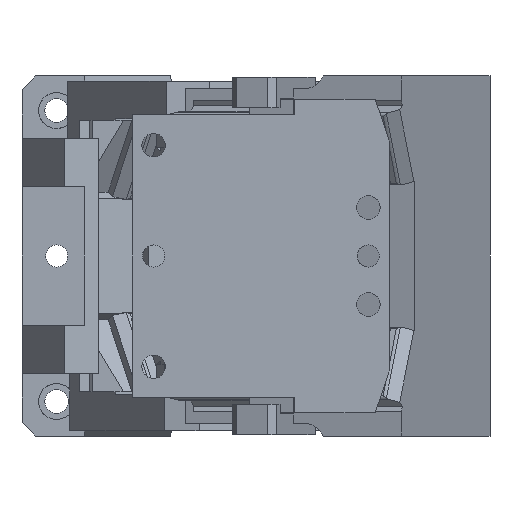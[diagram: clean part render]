
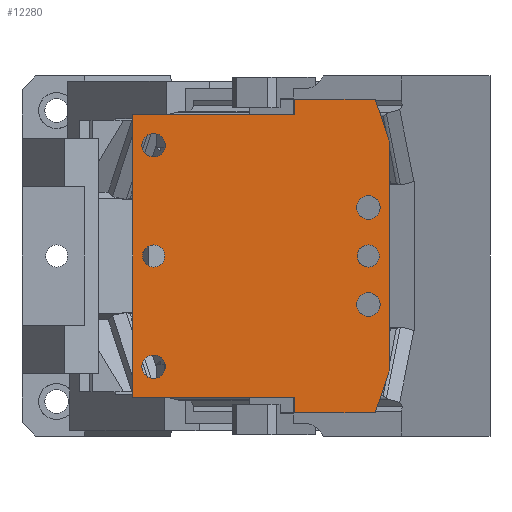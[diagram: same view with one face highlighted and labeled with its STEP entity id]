
A CAD part, front view. The second image highlights one B-rep face of the part: STEP entity #12280.
In plain terms, the highlighted planar face has unit normal (0, -1, 0).
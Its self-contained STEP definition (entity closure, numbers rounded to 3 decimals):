
#10962=CARTESIAN_POINT('Vertex',(-225.,-110.,71.5)) ;
#10965=CARTESIAN_POINT('Axis2P3D Location',(-225.,-110.,80.)) ;
#10969=CARTESIAN_POINT('Vertex',(-225.,-110.,88.5)) ;
#10989=CARTESIAN_POINT('Axis2P3D Location',(-225.,-110.,80.)) ;
#11012=CARTESIAN_POINT('Vertex',(-240.,-110.,102.)) ;
#11026=CARTESIAN_POINT('Vertex',(-240.,-110.,-102.)) ;
#11029=CARTESIAN_POINT('Line Origine',(-240.,-110.,0.)) ;
#11143=CARTESIAN_POINT('Vertex',(-65.,-110.,113.)) ;
#11148=CARTESIAN_POINT('Line Origine',(-60.,-110.,98.)) ;
#11152=CARTESIAN_POINT('Vertex',(-55.,-110.,83.)) ;
#11180=CARTESIAN_POINT('Control Point',(-225.,-110.,-8.)) ;
#11181=CARTESIAN_POINT('Control Point',(-226.257,-110.,-8.)) ;
#11182=CARTESIAN_POINT('Control Point',(-227.513,-110.,-7.753)) ;
#11183=CARTESIAN_POINT('Control Point',(-228.705,-110.,-7.26)) ;
#11184=CARTESIAN_POINT('Control Point',(-230.831,-110.,-5.831)) ;
#11185=CARTESIAN_POINT('Control Point',(-232.26,-110.,-3.705)) ;
#11186=CARTESIAN_POINT('Control Point',(-232.753,-110.,-2.513)) ;
#11187=CARTESIAN_POINT('Control Point',(-233.247,-110.,0.)) ;
#11188=CARTESIAN_POINT('Control Point',(-232.753,-110.,2.513)) ;
#11189=CARTESIAN_POINT('Control Point',(-232.26,-110.,3.705)) ;
#11190=CARTESIAN_POINT('Control Point',(-230.831,-110.,5.831)) ;
#11191=CARTESIAN_POINT('Control Point',(-228.705,-110.,7.26)) ;
#11192=CARTESIAN_POINT('Control Point',(-227.513,-110.,7.753)) ;
#11193=CARTESIAN_POINT('Control Point',(-226.257,-110.,8.)) ;
#11194=CARTESIAN_POINT('Control Point',(-225.,-110.,8.)) ;
#11195=CARTESIAN_POINT('Vertex',(-225.,-110.,-8.)) ;
#11197=CARTESIAN_POINT('Vertex',(-225.,-110.,8.)) ;
#11502=CARTESIAN_POINT('Vertex',(-225.,-110.,-88.5)) ;
#11505=CARTESIAN_POINT('Axis2P3D Location',(-225.,-110.,-80.)) ;
#11509=CARTESIAN_POINT('Vertex',(-225.,-110.,-71.5)) ;
#11529=CARTESIAN_POINT('Axis2P3D Location',(-225.,-110.,0.)) ;
#11797=CARTESIAN_POINT('Vertex',(-70.,-110.,-43.5)) ;
#11800=CARTESIAN_POINT('Axis2P3D Location',(-70.,-110.,-35.)) ;
#11804=CARTESIAN_POINT('Vertex',(-70.,-110.,-26.5)) ;
#11824=CARTESIAN_POINT('Axis2P3D Location',(-70.,-110.,-35.)) ;
#12129=CARTESIAN_POINT('Vertex',(-70.,-110.,26.5)) ;
#12132=CARTESIAN_POINT('Axis2P3D Location',(-70.,-110.,35.)) ;
#12136=CARTESIAN_POINT('Vertex',(-70.,-110.,43.5)) ;
#12156=CARTESIAN_POINT('Axis2P3D Location',(-70.,-110.,35.)) ;
#12168=CARTESIAN_POINT('Axis2P3D Location',(-240.,-110.,113.)) ;
#12173=CARTESIAN_POINT('Line Origine',(-55.,-110.,0.)) ;
#12177=CARTESIAN_POINT('Vertex',(-55.,-110.,-83.)) ;
#12180=CARTESIAN_POINT('Line Origine',(-94.147,-110.,113.)) ;
#12184=CARTESIAN_POINT('Vertex',(-123.293,-110.,113.)) ;
#12187=CARTESIAN_POINT('Line Origine',(-123.293,-110.,107.5)) ;
#12191=CARTESIAN_POINT('Vertex',(-123.293,-110.,102.)) ;
#12194=CARTESIAN_POINT('Line Origine',(-181.647,-110.,102.)) ;
#12199=CARTESIAN_POINT('Line Origine',(-181.647,-110.,-102.)) ;
#12203=CARTESIAN_POINT('Vertex',(-123.293,-110.,-102.)) ;
#12206=CARTESIAN_POINT('Line Origine',(-123.293,-110.,-107.5)) ;
#12210=CARTESIAN_POINT('Vertex',(-123.293,-110.,-113.)) ;
#12213=CARTESIAN_POINT('Line Origine',(-94.147,-110.,-113.)) ;
#12217=CARTESIAN_POINT('Vertex',(-65.,-110.,-113.)) ;
#12220=CARTESIAN_POINT('Line Origine',(-60.,-110.,-98.)) ;
#12241=CARTESIAN_POINT('Axis2P3D Location',(-70.,-110.,0.)) ;
#12245=CARTESIAN_POINT('Vertex',(-70.,-110.,-8.)) ;
#12247=CARTESIAN_POINT('Vertex',(-70.,-110.,8.)) ;
#12250=CARTESIAN_POINT('Axis2P3D Location',(-70.,-110.,0.)) ;
#12259=CARTESIAN_POINT('Axis2P3D Location',(-225.,-110.,-80.)) ;
#10966=DIRECTION('Axis2P3D Direction',(-0.,1.,0.)) ;
#10990=DIRECTION('Axis2P3D Direction',(-0.,1.,0.)) ;
#11030=DIRECTION('Vector Direction',(0.,0.,-1.)) ;
#11149=DIRECTION('Vector Direction',(-0.316,0.,0.949)) ;
#11506=DIRECTION('Axis2P3D Direction',(-0.,1.,0.)) ;
#11530=DIRECTION('Axis2P3D Direction',(0.,1.,0.)) ;
#11801=DIRECTION('Axis2P3D Direction',(-0.,1.,0.)) ;
#11825=DIRECTION('Axis2P3D Direction',(-0.,1.,0.)) ;
#12133=DIRECTION('Axis2P3D Direction',(-0.,1.,0.)) ;
#12157=DIRECTION('Axis2P3D Direction',(-0.,1.,0.)) ;
#12169=DIRECTION('Axis2P3D Direction',(0.,1.,0.)) ;
#12170=DIRECTION('Axis2P3D XDirection',(0.,0.,1.)) ;
#12174=DIRECTION('Vector Direction',(0.,0.,-1.)) ;
#12181=DIRECTION('Vector Direction',(1.,0.,0.)) ;
#12188=DIRECTION('Vector Direction',(0.,0.,1.)) ;
#12195=DIRECTION('Vector Direction',(1.,0.,0.)) ;
#12200=DIRECTION('Vector Direction',(-1.,0.,0.)) ;
#12207=DIRECTION('Vector Direction',(0.,0.,-1.)) ;
#12214=DIRECTION('Vector Direction',(1.,0.,0.)) ;
#12221=DIRECTION('Vector Direction',(0.316,0.,0.949)) ;
#12242=DIRECTION('Axis2P3D Direction',(0.,1.,0.)) ;
#12251=DIRECTION('Axis2P3D Direction',(0.,1.,0.)) ;
#12260=DIRECTION('Axis2P3D Direction',(0.,1.,0.)) ;
#10967=AXIS2_PLACEMENT_3D('Circle Axis2P3D',#10965,#10966,$) ;
#10991=AXIS2_PLACEMENT_3D('Circle Axis2P3D',#10989,#10990,$) ;
#11507=AXIS2_PLACEMENT_3D('Circle Axis2P3D',#11505,#11506,$) ;
#11531=AXIS2_PLACEMENT_3D('Circle Axis2P3D',#11529,#11530,$) ;
#11802=AXIS2_PLACEMENT_3D('Circle Axis2P3D',#11800,#11801,$) ;
#11826=AXIS2_PLACEMENT_3D('Circle Axis2P3D',#11824,#11825,$) ;
#12134=AXIS2_PLACEMENT_3D('Circle Axis2P3D',#12132,#12133,$) ;
#12158=AXIS2_PLACEMENT_3D('Circle Axis2P3D',#12156,#12157,$) ;
#12171=AXIS2_PLACEMENT_3D('Plane Axis2P3D',#12168,#12169,#12170) ;
#12243=AXIS2_PLACEMENT_3D('Circle Axis2P3D',#12241,#12242,$) ;
#12252=AXIS2_PLACEMENT_3D('Circle Axis2P3D',#12250,#12251,$) ;
#12261=AXIS2_PLACEMENT_3D('Circle Axis2P3D',#12259,#12260,$) ;
#12226=ORIENTED_EDGE('',*,*,#12179,.F.) ;
#12227=ORIENTED_EDGE('',*,*,#11154,.T.) ;
#12228=ORIENTED_EDGE('',*,*,#12186,.F.) ;
#12229=ORIENTED_EDGE('',*,*,#12193,.F.) ;
#12230=ORIENTED_EDGE('',*,*,#12198,.F.) ;
#12231=ORIENTED_EDGE('',*,*,#11033,.T.) ;
#12232=ORIENTED_EDGE('',*,*,#12205,.F.) ;
#12233=ORIENTED_EDGE('',*,*,#12212,.T.) ;
#12234=ORIENTED_EDGE('',*,*,#12219,.T.) ;
#12235=ORIENTED_EDGE('',*,*,#12224,.T.) ;
#12238=ORIENTED_EDGE('',*,*,#11199,.T.) ;
#12239=ORIENTED_EDGE('',*,*,#11533,.T.) ;
#12256=ORIENTED_EDGE('',*,*,#12249,.T.) ;
#12257=ORIENTED_EDGE('',*,*,#12254,.T.) ;
#12265=ORIENTED_EDGE('',*,*,#11511,.T.) ;
#12266=ORIENTED_EDGE('',*,*,#12263,.T.) ;
#12269=ORIENTED_EDGE('',*,*,#10971,.T.) ;
#12270=ORIENTED_EDGE('',*,*,#10993,.T.) ;
#12273=ORIENTED_EDGE('',*,*,#11806,.T.) ;
#12274=ORIENTED_EDGE('',*,*,#11828,.T.) ;
#12277=ORIENTED_EDGE('',*,*,#12138,.T.) ;
#12278=ORIENTED_EDGE('',*,*,#12160,.T.) ;
#12240=FACE_BOUND('',#12237,.T.) ;
#12258=FACE_BOUND('',#12255,.T.) ;
#12267=FACE_BOUND('',#12264,.T.) ;
#12271=FACE_BOUND('',#12268,.T.) ;
#12275=FACE_BOUND('',#12272,.T.) ;
#12279=FACE_BOUND('',#12276,.T.) ;
#11031=VECTOR('Line Direction',#11030,1.) ;
#11150=VECTOR('Line Direction',#11149,1.) ;
#12175=VECTOR('Line Direction',#12174,1.) ;
#12182=VECTOR('Line Direction',#12181,1.) ;
#12189=VECTOR('Line Direction',#12188,1.) ;
#12196=VECTOR('Line Direction',#12195,1.) ;
#12201=VECTOR('Line Direction',#12200,1.) ;
#12208=VECTOR('Line Direction',#12207,1.) ;
#12215=VECTOR('Line Direction',#12214,1.) ;
#12222=VECTOR('Line Direction',#12221,1.) ;
#12280=ADVANCED_FACE('CAM DRIVER',(#12236,#12240,#12258,#12267,#12271,#12275,#12279),#12172,.F.) ;
#11179=B_SPLINE_CURVE_WITH_KNOTS('',5,(#11180,#11181,#11182,#11183,#11184,#11185,#11186,#11187,#11188,#11189,#11190,#11191,#11192,#11193,#11194),.UNSPECIFIED.,.F.,.U.,(6,3,3,3,6),(-12.566,-6.283,0.,6.283,12.566),.UNSPECIFIED.) ;
#10968=CIRCLE('generated circle',#10967,8.5) ;
#10992=CIRCLE('generated circle',#10991,8.5) ;
#11508=CIRCLE('generated circle',#11507,8.5) ;
#11532=CIRCLE('generated circle',#11531,8.) ;
#11803=CIRCLE('generated circle',#11802,8.5) ;
#11827=CIRCLE('generated circle',#11826,8.5) ;
#12135=CIRCLE('generated circle',#12134,8.5) ;
#12159=CIRCLE('generated circle',#12158,8.5) ;
#12244=CIRCLE('generated circle',#12243,8.) ;
#12253=CIRCLE('generated circle',#12252,8.) ;
#12262=CIRCLE('generated circle',#12261,8.5) ;
#10971=EDGE_CURVE('',#10970,#10963,#10968,.T.) ;
#10993=EDGE_CURVE('',#10963,#10970,#10992,.T.) ;
#11033=EDGE_CURVE('',#11013,#11027,#11032,.T.) ;
#11154=EDGE_CURVE('',#11153,#11144,#11151,.T.) ;
#11199=EDGE_CURVE('',#11196,#11198,#11179,.T.) ;
#11511=EDGE_CURVE('',#11510,#11503,#11508,.T.) ;
#11533=EDGE_CURVE('',#11198,#11196,#11532,.T.) ;
#11806=EDGE_CURVE('',#11805,#11798,#11803,.T.) ;
#11828=EDGE_CURVE('',#11798,#11805,#11827,.T.) ;
#12138=EDGE_CURVE('',#12137,#12130,#12135,.T.) ;
#12160=EDGE_CURVE('',#12130,#12137,#12159,.T.) ;
#12179=EDGE_CURVE('',#11153,#12178,#12176,.T.) ;
#12186=EDGE_CURVE('',#12185,#11144,#12183,.T.) ;
#12193=EDGE_CURVE('',#12192,#12185,#12190,.T.) ;
#12198=EDGE_CURVE('',#11013,#12192,#12197,.T.) ;
#12205=EDGE_CURVE('',#12204,#11027,#12202,.T.) ;
#12212=EDGE_CURVE('',#12204,#12211,#12209,.T.) ;
#12219=EDGE_CURVE('',#12211,#12218,#12216,.T.) ;
#12224=EDGE_CURVE('',#12218,#12178,#12223,.T.) ;
#12249=EDGE_CURVE('',#12246,#12248,#12244,.T.) ;
#12254=EDGE_CURVE('',#12248,#12246,#12253,.T.) ;
#12263=EDGE_CURVE('',#11503,#11510,#12262,.T.) ;
#12225=EDGE_LOOP('',(#12226,#12227,#12228,#12229,#12230,#12231,#12232,#12233,#12234,#12235)) ;
#12237=EDGE_LOOP('',(#12238,#12239)) ;
#12255=EDGE_LOOP('',(#12256,#12257)) ;
#12264=EDGE_LOOP('',(#12265,#12266)) ;
#12268=EDGE_LOOP('',(#12269,#12270)) ;
#12272=EDGE_LOOP('',(#12273,#12274)) ;
#12276=EDGE_LOOP('',(#12277,#12278)) ;
#12236=FACE_OUTER_BOUND('',#12225,.T.) ;
#11032=LINE('Line',#11029,#11031) ;
#11151=LINE('Line',#11148,#11150) ;
#12176=LINE('Line',#12173,#12175) ;
#12183=LINE('Line',#12180,#12182) ;
#12190=LINE('Line',#12187,#12189) ;
#12197=LINE('Line',#12194,#12196) ;
#12202=LINE('Line',#12199,#12201) ;
#12209=LINE('Line',#12206,#12208) ;
#12216=LINE('Line',#12213,#12215) ;
#12223=LINE('Line',#12220,#12222) ;
#12172=PLANE('Plane',#12171) ;
#10963=VERTEX_POINT('',#10962) ;
#10970=VERTEX_POINT('',#10969) ;
#11013=VERTEX_POINT('',#11012) ;
#11027=VERTEX_POINT('',#11026) ;
#11144=VERTEX_POINT('',#11143) ;
#11153=VERTEX_POINT('',#11152) ;
#11196=VERTEX_POINT('',#11195) ;
#11198=VERTEX_POINT('',#11197) ;
#11503=VERTEX_POINT('',#11502) ;
#11510=VERTEX_POINT('',#11509) ;
#11798=VERTEX_POINT('',#11797) ;
#11805=VERTEX_POINT('',#11804) ;
#12130=VERTEX_POINT('',#12129) ;
#12137=VERTEX_POINT('',#12136) ;
#12178=VERTEX_POINT('',#12177) ;
#12185=VERTEX_POINT('',#12184) ;
#12192=VERTEX_POINT('',#12191) ;
#12204=VERTEX_POINT('',#12203) ;
#12211=VERTEX_POINT('',#12210) ;
#12218=VERTEX_POINT('',#12217) ;
#12246=VERTEX_POINT('',#12245) ;
#12248=VERTEX_POINT('',#12247) ;
